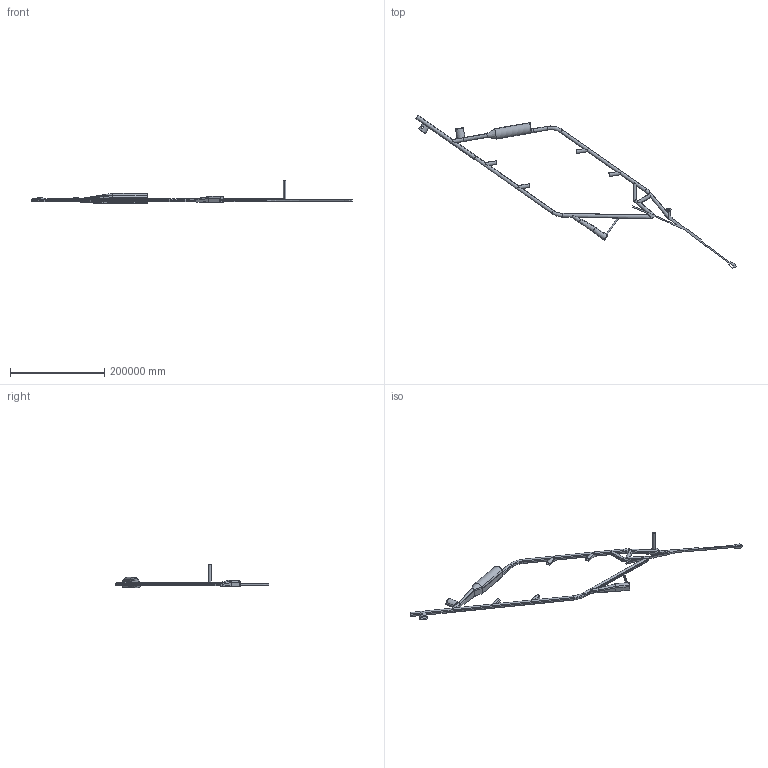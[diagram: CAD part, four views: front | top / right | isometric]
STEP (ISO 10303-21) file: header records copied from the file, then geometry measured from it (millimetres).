
FILE_DESCRIPTION(('OneSpaceDesigner STEP Export'),'2;1');
FILE_NAME('7400L-FullAssy-Excavation-1LM-08Jan10.stp','2010-01-08T14:16:28',(''),(''),'OneSpace Designer STEP processor for AP214 (Solid Model)','OneSpace Modeling 15.50B 03-Nov-2007 (C) CoCreate Software GmbH','');
FILE_SCHEMA(('AUTOMOTIVE_DESIGN { 1 0 10303 214 1 1 1 1 }'));
Length unit declared in the file: millimetre
Products named in the file (42): EndWall1; Room1; LabModUtilityRoomAssy1; 7400L-ExistingDrift; Drift6x5-Sump2; Drift6x5-C3; Drift6x5-Sump1; Drift6x5x200; Drift6x5-C1a; MuckBay5; MuckBay9; MuckBay8; MuckBay3; MuckBay4; MuckBayAssy; Drift6x5x150; Drift6x5x250; Drift6x5-C2; Drift6x5x186; Drift6x5-Sump3; Drift6x5x60; NewDriftAssy; DriftEntTrans1-2; DriftEntTrans2-2; ExitWall-2; DriftExit6x5; DriftEntTrans2-Floor; Cavern; CavernBack; CavernFloor; CavernAssy2; 7400LabModuleAssy1-2xSS-16Oct09.1; ExitDrift2.5x2.5; Drift6x5x46.1; DriftEntTrans; DrillFacilityModule30; ExitWall-4; DrillFacilityAssy2; Winze6; 4850to7400Winse-Access ...
Assembly tree (41 placements, depth 4):
  7400L-FullAssy-Excavation-1LM-08Jan10
    4850to7400WinseAssy
      4850to7400Winse-Access
      Winze6
    DrillFacilityAssy2
      ExitWall-4
      DrillFacilityModule30
      DriftEntTrans
      Drift6x5x46.1
      ExitDrift2.5x2.5
    7400LabModuleAssy1-2xSS-16Oct09.1
      CavernAssy2
        CavernFloor
        CavernBack
        Cavern
        DriftEntTrans2-Floor
        DriftExit6x5
        ExitWall-2
        DriftEntTrans2-2
        DriftEntTrans1-2
    NewDriftAssy
      Drift6x5x60
      Drift6x5-Sump3
      Drift6x5x186
      Drift6x5-C2
      Drift6x5x250
      Drift6x5x150
      MuckBayAssy
        MuckBay4
        MuckBay3
        MuckBay8
        MuckBay9
        MuckBay5
      Drift6x5-C1a
      Drift6x5x200
      Drift6x5-Sump1
      Drift6x5-C3
      Drift6x5-Sump2
    7400L-ExistingDrift
    LabModUtilityRoomAssy1
      Room1
      EndWall1
Bounding box: 677548.82 x 324308.67 x 50000 mm (x, y, z)
Volume: 47255299848912.6 mm3; surface area: 91792942230.2 mm2
Topology: 34 solids, 34 shells, 630 faces, 1698 edges, 1125 vertices
Faces by surface type: plane 345, cylinder 237, torus 24, bspline 15, extrusion 9
Entity records: 51757 total; most frequent: CARTESIAN_POINT 34543, ORIENTED_EDGE 3396, DIRECTION 3307, EDGE_CURVE 1698, VERTEX_POINT 1125, AXIS2_PLACEMENT_3D 1123, VECTOR 1061, LINE 1052
